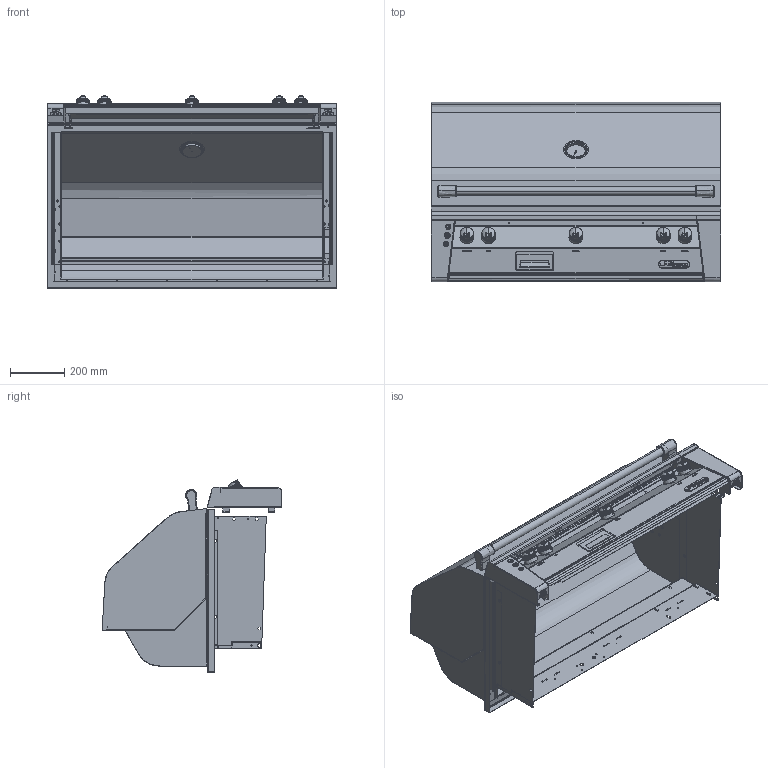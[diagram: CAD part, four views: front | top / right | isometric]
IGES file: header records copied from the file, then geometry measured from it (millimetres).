
Start section: SolidWorks IGES file using analytic representation for surfaces
Global section: file name: ALXE-42.IGS; native system: SolidWorks 2017; preprocessor: SolidWorks 2017; author: jorge; date: 181004.094620; units: inch
Bounding box: 1066.8 x 661.1 x 707.09 mm (x, y, z)
Surface area: 4422786.9 mm2 (no closed solid volume)
Topology: 0 solids, 0 shells, 1299 faces, 23045 edges, 23037 vertices
Faces by surface type: bspline 680, revolution 619
